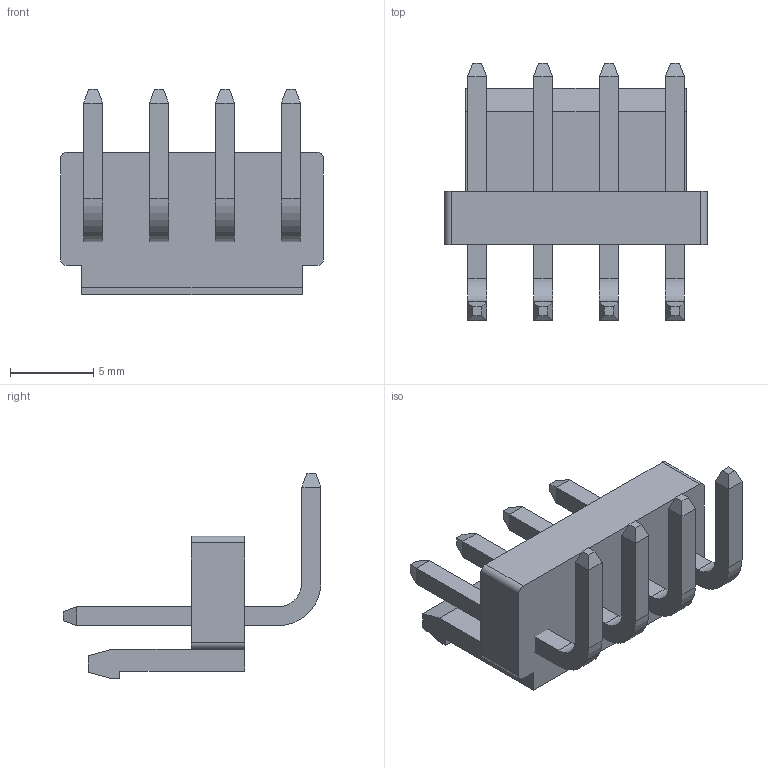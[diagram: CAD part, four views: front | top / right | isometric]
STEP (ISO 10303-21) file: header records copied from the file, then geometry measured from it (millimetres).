
FILE_DESCRIPTION(/* description */ (''),/* implementation_level */ '2;1');
FILE_NAME(/* name */ 'B4PS-VH.step',/* time_stamp */ '2023-10-29T21:41:29+01:00',/* author */ (''),/* organization */ (''),/* preprocessor_version */ 'ST-DEVELOPER v20',/* originating_system */ 'Autodesk Translation Framework v12.14.0.127',/* authorisation */ '');
FILE_SCHEMA (('AUTOMOTIVE_DESIGN { 1 0 10303 214 3 1 1 }'));
Length unit declared in the file: millimetre
Products named in the file (1): B4PS-VH
Bounding box: 15.78 x 15.47 x 12.32 mm (x, y, z)
Volume: 622.9 mm3; surface area: 991.9 mm2
Topology: 5 solids, 5 shells, 92 faces, 212 edges, 130 vertices
Faces by surface type: plane 80, cylinder 12
Entity records: 2571 total; most frequent: CARTESIAN_POINT 435, ORIENTED_EDGE 424, DIRECTION 422, EDGE_CURVE 212, LINE 188, VECTOR 188, VERTEX_POINT 130, AXIS2_PLACEMENT_3D 117
